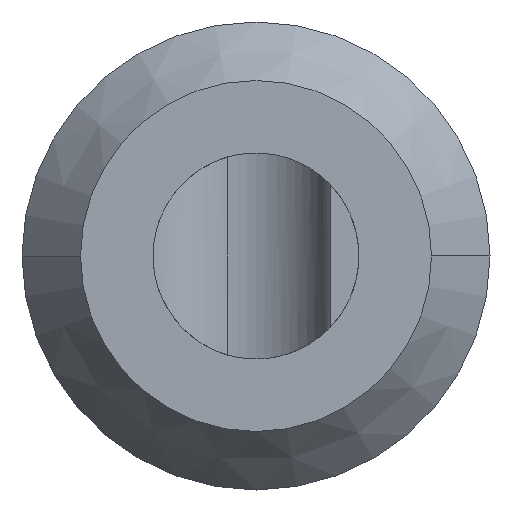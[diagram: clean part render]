
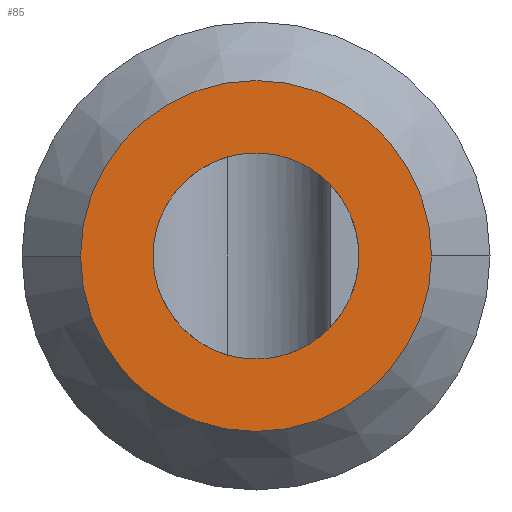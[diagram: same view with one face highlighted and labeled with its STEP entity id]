
A CAD part, left-side view. The second image highlights one B-rep face of the part: STEP entity #85.
In plain terms, the highlighted planar face has unit normal (-1, 0, 0).
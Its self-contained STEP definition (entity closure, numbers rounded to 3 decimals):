
#85=ADVANCED_FACE('',(#165,#166),#167,.T.);
#165=FACE_BOUND('',#237,.T.);
#166=FACE_OUTER_BOUND('',#238,.T.);
#167=PLANE('',#239);
#237=EDGE_LOOP('',(#406,#407));
#238=EDGE_LOOP('',(#408,#409));
#239=AXIS2_PLACEMENT_3D('',#410,#411,#412);
#406=ORIENTED_EDGE('',*,*,#449,.T.);
#407=ORIENTED_EDGE('',*,*,#457,.T.);
#408=ORIENTED_EDGE('',*,*,#438,.F.);
#409=ORIENTED_EDGE('',*,*,#465,.F.);
#410=CARTESIAN_POINT('',(0.0,0.938,0.0));
#411=DIRECTION('',(-1.0,-0.0,0.0));
#412=DIRECTION('',(0.0,-1.0,-0.0));
#438=EDGE_CURVE('',#517,#519,#520,.T.);
#449=EDGE_CURVE('',#537,#534,#538,.T.);
#457=EDGE_CURVE('',#534,#537,#549,.T.);
#465=EDGE_CURVE('',#519,#517,#557,.T.);
#517=VERTEX_POINT('',#619);
#519=VERTEX_POINT('',#622);
#520=CIRCLE('',#623,1.875);
#534=VERTEX_POINT('',#689);
#537=VERTEX_POINT('',#693);
#538=CIRCLE('',#694,1.1);
#549=CIRCLE('',#906,1.1);
#557=CIRCLE('',#915,1.875);
#619=CARTESIAN_POINT('',(0.0,1.875,0.0));
#622=CARTESIAN_POINT('',(0.0,-1.875,0.));
#623=AXIS2_PLACEMENT_3D('',#963,#964,#965);
#689=CARTESIAN_POINT('',(0.0,0.,1.1));
#693=CARTESIAN_POINT('',(0.,0.,-1.1));
#694=AXIS2_PLACEMENT_3D('',#978,#979,#980);
#906=AXIS2_PLACEMENT_3D('',#985,#986,#987);
#915=AXIS2_PLACEMENT_3D('',#995,#996,#997);
#963=CARTESIAN_POINT('',(0.0,0.0,0.0));
#964=DIRECTION('',(1.0,0.0,0.0));
#965=DIRECTION('',(0.0,1.0,0.0));
#978=CARTESIAN_POINT('',(0.0,0.0,0.));
#979=DIRECTION('',(1.0,0.0,-0.0));
#980=DIRECTION('',(0.0,0.0,1.0));
#985=CARTESIAN_POINT('',(0.0,0.0,0.));
#986=DIRECTION('',(1.0,0.0,-0.0));
#987=DIRECTION('',(0.0,0.0,1.0));
#995=CARTESIAN_POINT('',(0.0,0.0,0.0));
#996=DIRECTION('',(1.0,0.0,0.0));
#997=DIRECTION('',(0.0,1.0,0.0));
